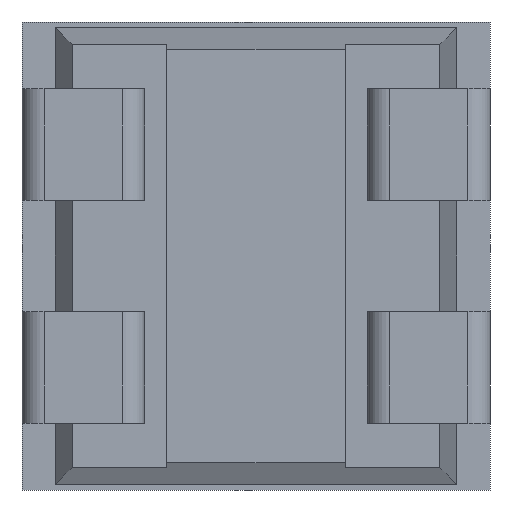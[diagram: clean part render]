
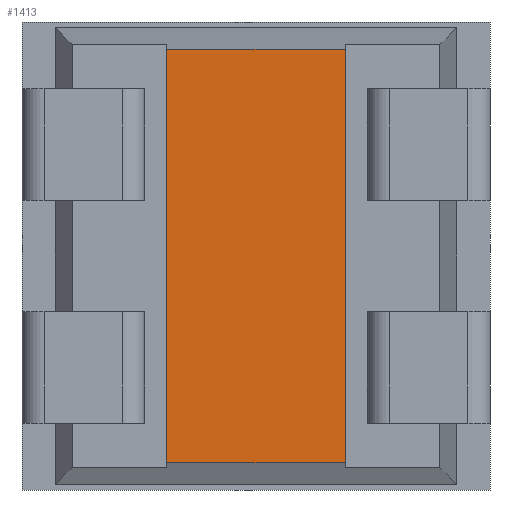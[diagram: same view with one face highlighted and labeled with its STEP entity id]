
A CAD part, front view. The second image highlights one B-rep face of the part: STEP entity #1413.
In plain terms, the highlighted planar face has unit normal (0, -1, 0).
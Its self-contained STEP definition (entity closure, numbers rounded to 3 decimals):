
#100=FACE_OUTER_BOUND('',#187,.T.);
#187=EDGE_LOOP('',(#996,#997,#998,#999));
#279=LINE('',#2088,#446);
#288=LINE('',#2108,#455);
#293=LINE('',#2117,#460);
#296=LINE('',#2122,#463);
#446=VECTOR('',#1675,10.);
#455=VECTOR('',#1690,10.);
#460=VECTOR('',#1699,10.);
#463=VECTOR('',#1704,10.);
#606=VERTEX_POINT('',#2082);
#608=VERTEX_POINT('',#2086);
#615=VERTEX_POINT('',#2105);
#616=VERTEX_POINT('',#2107);
#749=EDGE_CURVE('',#606,#608,#279,.T.);
#758=EDGE_CURVE('',#616,#615,#288,.T.);
#763=EDGE_CURVE('',#615,#606,#293,.F.);
#766=EDGE_CURVE('',#608,#616,#296,.F.);
#996=ORIENTED_EDGE('',*,*,#749,.T.);
#997=ORIENTED_EDGE('',*,*,#766,.T.);
#998=ORIENTED_EDGE('',*,*,#758,.T.);
#999=ORIENTED_EDGE('',*,*,#763,.T.);
#1343=PLANE('',#1523);
#1413=ADVANCED_FACE('',(#100),#1343,.T.);
#1523=AXIS2_PLACEMENT_3D('',#2121,#1702,#1703);
#1675=DIRECTION('',(0.,0.,1.));
#1690=DIRECTION('',(0.,0.,-1.));
#1699=DIRECTION('',(-1.,0.,0.));
#1702=DIRECTION('center_axis',(0.,-1.,0.));
#1703=DIRECTION('ref_axis',(0.,0.,-1.));
#1704=DIRECTION('',(1.,0.,0.));
#2082=CARTESIAN_POINT('',(0.4,-1.,-0.928));
#2086=CARTESIAN_POINT('',(0.4,-1.,0.928));
#2088=CARTESIAN_POINT('',(0.4,-1.,-0.525));
#2105=CARTESIAN_POINT('',(-0.4,-1.,-0.928));
#2107=CARTESIAN_POINT('',(-0.4,-1.,0.928));
#2108=CARTESIAN_POINT('',(-0.4,-1.,0.525));
#2117=CARTESIAN_POINT('',(-0.45,-1.,-0.928));
#2121=CARTESIAN_POINT('Origin',(0.,-1.,0.));
#2122=CARTESIAN_POINT('',(0.45,-1.,0.928));
